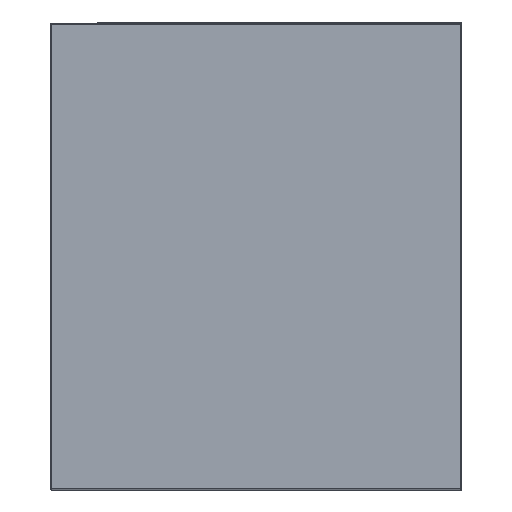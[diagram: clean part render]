
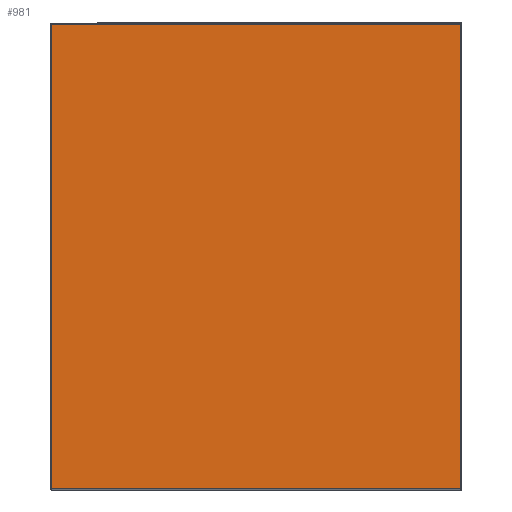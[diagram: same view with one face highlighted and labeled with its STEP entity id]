
A CAD part, left-side view. The second image highlights one B-rep face of the part: STEP entity #981.
In plain terms, the highlighted planar face has unit normal (-1, 0, 0).
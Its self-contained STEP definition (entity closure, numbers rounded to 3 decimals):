
#200 = DIRECTION ( 'NONE',  ( 0., 0., 1. ) ) ;
#332 = EDGE_CURVE ( 'NONE', #1094, #1719, #1407, .T. ) ;
#418 = PLANE ( 'NONE',  #2532 ) ;
#477 = EDGE_LOOP ( 'NONE', ( #572, #2121, #2740, #1925 ) ) ;
#508 = EDGE_CURVE ( 'NONE', #1971, #2553, #1709, .T. ) ;
#572 = ORIENTED_EDGE ( 'NONE', *, *, #332, .T. ) ;
#672 = CARTESIAN_POINT ( 'NONE',  ( -297.5, 1., -227.5 ) ) ;
#746 = EDGE_CURVE ( 'NONE', #1719, #1971, #2834, .T. ) ;
#791 = CARTESIAN_POINT ( 'NONE',  ( -297.5, 399., -227.5 ) ) ;
#981 = ADVANCED_FACE ( 'NONE', ( #2453 ), #418, .T. ) ;
#1025 = DIRECTION ( 'NONE',  ( 0., 1., 0. ) ) ;
#1094 = VERTEX_POINT ( 'NONE', #1752 ) ;
#1327 = CARTESIAN_POINT ( 'NONE',  ( -297.5, 400., -228.5 ) ) ;
#1348 = VECTOR ( 'NONE', #2181, 1000. ) ;
#1354 = VECTOR ( 'NONE', #1522, 1000. ) ;
#1407 = LINE ( 'NONE', #2068, #2445 ) ;
#1522 = DIRECTION ( 'NONE',  ( 0., 0., 1. ) ) ;
#1585 = VECTOR ( 'NONE', #1025, 1000. ) ;
#1709 = LINE ( 'NONE', #2622, #1354 ) ;
#1719 = VERTEX_POINT ( 'NONE', #791 ) ;
#1752 = CARTESIAN_POINT ( 'NONE',  ( -297.5, 399., 224.086 ) ) ;
#1925 = ORIENTED_EDGE ( 'NONE', *, *, #2877, .T. ) ;
#1971 = VERTEX_POINT ( 'NONE', #672 ) ;
#2068 = CARTESIAN_POINT ( 'NONE',  ( -297.5, 399., -228.5 ) ) ;
#2121 = ORIENTED_EDGE ( 'NONE', *, *, #746, .T. ) ;
#2164 = CARTESIAN_POINT ( 'NONE',  ( -297.5, 400., -227.5 ) ) ;
#2181 = DIRECTION ( 'NONE',  ( 0., -1., 0. ) ) ;
#2311 = DIRECTION ( 'NONE',  ( 0., 0., -1. ) ) ;
#2382 = CARTESIAN_POINT ( 'NONE',  ( -297.5, 400., 224.086 ) ) ;
#2445 = VECTOR ( 'NONE', #2311, 1000. ) ;
#2453 = FACE_OUTER_BOUND ( 'NONE', #477, .T. ) ;
#2484 = DIRECTION ( 'NONE',  ( -1., 0., 0. ) ) ;
#2532 = AXIS2_PLACEMENT_3D ( 'NONE', #1327, #2484, #200 ) ;
#2553 = VERTEX_POINT ( 'NONE', #2791 ) ;
#2622 = CARTESIAN_POINT ( 'NONE',  ( -297.5, 1., -228.5 ) ) ;
#2740 = ORIENTED_EDGE ( 'NONE', *, *, #508, .T. ) ;
#2791 = CARTESIAN_POINT ( 'NONE',  ( -297.5, 1., 224.086 ) ) ;
#2834 = LINE ( 'NONE', #2164, #1348 ) ;
#2877 = EDGE_CURVE ( 'NONE', #2553, #1094, #2913, .T. ) ;
#2913 = LINE ( 'NONE', #2382, #1585 ) ;
